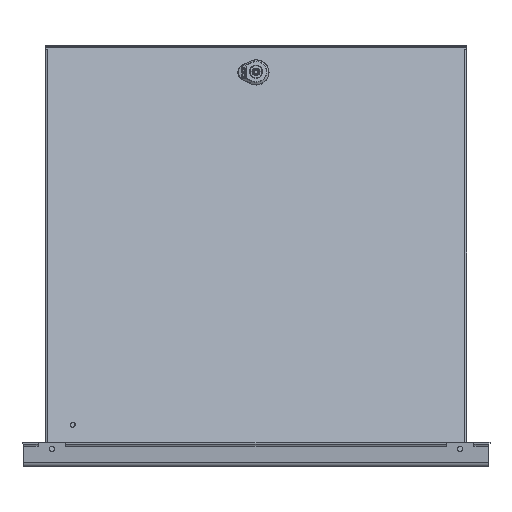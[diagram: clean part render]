
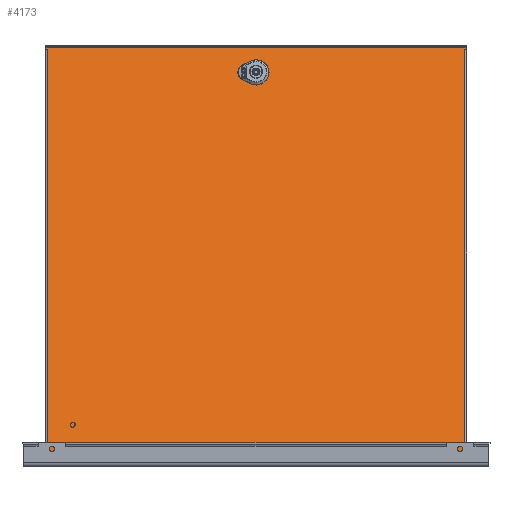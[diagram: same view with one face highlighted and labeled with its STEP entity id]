
A CAD part, left-side view. The second image highlights one B-rep face of the part: STEP entity #4173.
In plain terms, the highlighted face is planar.
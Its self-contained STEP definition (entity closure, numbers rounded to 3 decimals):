
#2281=LINE('',#22559,#2952);
#2285=LINE('',#22571,#2956);
#2289=LINE('',#22583,#2960);
#2293=LINE('',#22595,#2964);
#2321=LINE('',#22691,#2992);
#2348=LINE('',#22852,#3019);
#2350=LINE('',#22858,#3021);
#2352=LINE('',#22864,#3023);
#2353=LINE('',#22866,#3024);
#2354=LINE('',#22868,#3025);
#2355=LINE('',#22870,#3026);
#2952=VECTOR('',#13523,1.);
#2956=VECTOR('',#13535,1.);
#2960=VECTOR('',#13547,1.);
#2964=VECTOR('',#13559,1.);
#2992=VECTOR('',#13647,1.);
#3019=VECTOR('',#13742,1.);
#3021=VECTOR('',#13750,1.);
#3023=VECTOR('',#13756,1.);
#3024=VECTOR('',#13759,1.);
#3025=VECTOR('',#13760,1.);
#3026=VECTOR('',#13761,1.);
#3424=CIRCLE('',#11484,11.25);
#3426=CIRCLE('',#11488,11.25);
#3428=CIRCLE('',#11492,11.25);
#3430=CIRCLE('',#11496,11.25);
#3635=FACE_BOUND('',#5539,.T.);
#3636=FACE_BOUND('',#5540,.T.);
#4173=ADVANCED_FACE('F36',(#3635,#3636),#4467,.T.);
#4467=PLANE('',#11565);
#5539=EDGE_LOOP('',(#7992,#7993,#7994,#7995,#7996,#7997,#7998,#7999));
#5540=EDGE_LOOP('',(#8000,#8001,#8002,#8003,#8004,#8005,#8006,#8007));
#7992=ORIENTED_EDGE('',*,*,#10403,.T.);
#7993=ORIENTED_EDGE('',*,*,#10400,.F.);
#7994=ORIENTED_EDGE('',*,*,#10397,.F.);
#7995=ORIENTED_EDGE('',*,*,#10342,.F.);
#7996=ORIENTED_EDGE('',*,*,#10302,.T.);
#7997=ORIENTED_EDGE('',*,*,#10404,.T.);
#7998=ORIENTED_EDGE('',*,*,#10405,.F.);
#7999=ORIENTED_EDGE('',*,*,#10406,.T.);
#8000=ORIENTED_EDGE('',*,*,#10300,.T.);
#8001=ORIENTED_EDGE('',*,*,#10297,.T.);
#8002=ORIENTED_EDGE('',*,*,#10294,.T.);
#8003=ORIENTED_EDGE('',*,*,#10291,.T.);
#8004=ORIENTED_EDGE('',*,*,#10288,.T.);
#8005=ORIENTED_EDGE('',*,*,#10285,.T.);
#8006=ORIENTED_EDGE('',*,*,#10282,.T.);
#8007=ORIENTED_EDGE('',*,*,#10279,.T.);
#9060=VERTEX_POINT('',#22557);
#9062=VERTEX_POINT('',#22560);
#9064=VERTEX_POINT('',#22566);
#9066=VERTEX_POINT('',#22572);
#9068=VERTEX_POINT('',#22578);
#9070=VERTEX_POINT('',#22584);
#9072=VERTEX_POINT('',#22590);
#9074=VERTEX_POINT('',#22596);
#9076=VERTEX_POINT('',#22606);
#9077=VERTEX_POINT('',#22607);
#9101=VERTEX_POINT('',#22688);
#9131=VERTEX_POINT('',#22853);
#9132=VERTEX_POINT('',#22859);
#9133=VERTEX_POINT('',#22863);
#9134=VERTEX_POINT('',#22867);
#9135=VERTEX_POINT('',#22869);
#10279=EDGE_CURVE('E164',#9062,#9060,#2281,.T.);
#10282=EDGE_CURVE('E163',#9064,#9062,#3424,.T.);
#10285=EDGE_CURVE('E162',#9066,#9064,#2285,.T.);
#10288=EDGE_CURVE('E161',#9068,#9066,#3426,.T.);
#10291=EDGE_CURVE('E160',#9070,#9068,#2289,.T.);
#10294=EDGE_CURVE('E159',#9072,#9070,#3428,.T.);
#10297=EDGE_CURVE('E158',#9074,#9072,#2293,.T.);
#10300=EDGE_CURVE('E157',#9060,#9074,#3430,.T.);
#10302=EDGE_CURVE('E154',#9076,#9077,#10779,.T.);
#10342=EDGE_CURVE('E100',#9076,#9101,#2321,.T.);
#10397=EDGE_CURVE('E108',#9101,#9131,#2348,.T.);
#10400=EDGE_CURVE('E94',#9131,#9132,#2350,.T.);
#10403=EDGE_CURVE('E153',#9133,#9132,#2352,.T.);
#10404=EDGE_CURVE('E155',#9077,#9134,#2353,.T.);
#10405=EDGE_CURVE('E116',#9135,#9134,#2354,.T.);
#10406=EDGE_CURVE('E156',#9135,#9133,#2355,.T.);
#10779=B_SPLINE_CURVE_WITH_KNOTS('',1,(#22604,#22605),.UNSPECIFIED.,.F.,
 .F.,(2,2),(0.,1.),.UNSPECIFIED.);
#11484=AXIS2_PLACEMENT_3D('',#22565,#13528,#13529);
#11488=AXIS2_PLACEMENT_3D('',#22577,#13540,#13541);
#11492=AXIS2_PLACEMENT_3D('',#22589,#13552,#13553);
#11496=AXIS2_PLACEMENT_3D('',#22601,#13564,#13565);
#11565=AXIS2_PLACEMENT_3D('',#22871,#13762,#13763);
#13523=DIRECTION('',(0.,1.,0.));
#13528=DIRECTION('',(0.,0.,-1.));
#13529=DIRECTION('',(-1.,0.,0.));
#13535=DIRECTION('',(-1.,0.,0.));
#13540=DIRECTION('',(0.,0.,-1.));
#13541=DIRECTION('',(0.,1.,0.));
#13547=DIRECTION('',(0.,-1.,0.));
#13552=DIRECTION('',(0.,0.,-1.));
#13553=DIRECTION('',(0.,1.,0.));
#13559=DIRECTION('',(1.,0.,0.));
#13564=DIRECTION('',(0.,0.,-1.));
#13565=DIRECTION('',(0.,1.,0.));
#13647=DIRECTION('',(-1.,0.,0.));
#13742=DIRECTION('',(0.,1.,0.));
#13750=DIRECTION('',(1.,0.,0.));
#13756=DIRECTION('',(0.,-1.,0.));
#13759=DIRECTION('',(1.,0.,0.));
#13760=DIRECTION('',(0.,-1.,0.));
#13761=DIRECTION('',(-1.,0.,0.));
#13762=DIRECTION('',(0.,0.,1.));
#13763=DIRECTION('',(0.,1.,0.));
#22557=CARTESIAN_POINT('',(871.15,-995.947,-23.749));
#22559=CARTESIAN_POINT('',(871.15,-1000.953,-23.749));
#22560=CARTESIAN_POINT('',(871.15,-1005.958,-23.749));
#22565=CARTESIAN_POINT('',(881.225,-1000.953,-23.749));
#22566=CARTESIAN_POINT('',(876.374,-1011.103,-23.749));
#22571=CARTESIAN_POINT('',(881.225,-1011.103,-23.749));
#22572=CARTESIAN_POINT('',(886.077,-1011.103,-23.749));
#22577=CARTESIAN_POINT('',(881.225,-1000.953,-23.749));
#22578=CARTESIAN_POINT('',(891.3,-1005.958,-23.749));
#22583=CARTESIAN_POINT('',(891.3,-1000.953,-23.749));
#22584=CARTESIAN_POINT('',(891.3,-995.947,-23.749));
#22589=CARTESIAN_POINT('',(881.225,-1000.953,-23.749));
#22590=CARTESIAN_POINT('',(885.971,-990.753,-23.749));
#22595=CARTESIAN_POINT('',(881.225,-990.753,-23.749));
#22596=CARTESIAN_POINT('',(876.48,-990.753,-23.749));
#22601=CARTESIAN_POINT('',(881.225,-1000.953,-23.749));
#22604=CARTESIAN_POINT('',(912.221,-1266.653,-23.749));
#22605=CARTESIAN_POINT('',(912.221,-1268.253,-23.749));
#22606=CARTESIAN_POINT('',(912.221,-1266.653,-23.749));
#22607=CARTESIAN_POINT('',(912.221,-1268.253,-23.749));
#22688=CARTESIAN_POINT('',(375.025,-1266.653,-23.749));
#22691=CARTESIAN_POINT('',(714.425,-1266.653,-23.749));
#22852=CARTESIAN_POINT('',(375.025,-1268.253,-23.749));
#22853=CARTESIAN_POINT('',(375.025,-735.253,-23.749));
#22858=CARTESIAN_POINT('',(714.425,-735.253,-23.749));
#22859=CARTESIAN_POINT('',(912.225,-735.253,-23.749));
#22863=CARTESIAN_POINT('',(912.225,-733.653,-23.749));
#22864=CARTESIAN_POINT('',(912.225,-734.453,-23.749));
#22866=CARTESIAN_POINT('',(814.425,-1268.253,-23.749));
#22867=CARTESIAN_POINT('',(914.426,-1268.253,-23.749));
#22868=CARTESIAN_POINT('',(914.426,-1269.454,-23.749));
#22869=CARTESIAN_POINT('',(914.425,-733.653,-23.749));
#22870=CARTESIAN_POINT('',(913.325,-733.653,-23.749));
#22871=CARTESIAN_POINT('',(714.425,-1268.253,-23.749));
